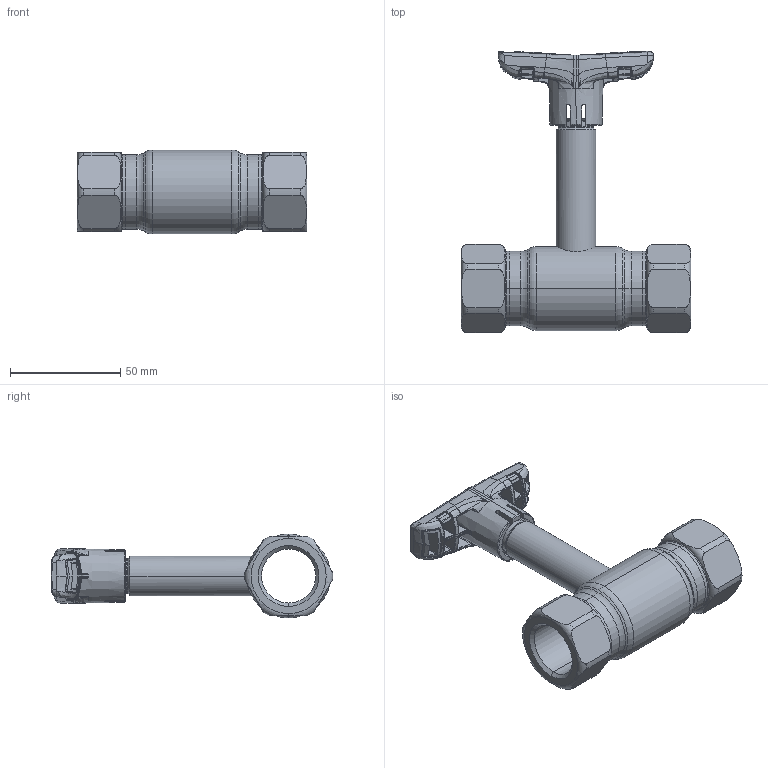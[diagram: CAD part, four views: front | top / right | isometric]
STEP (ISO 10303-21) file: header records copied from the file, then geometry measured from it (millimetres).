
FILE_DESCRIPTION (( 'STEP AP214' ), '1' );
FILE_NAME ('2020002001-0400.step', '2023-12-18T09:56:14', ( '' ), ( '' ), 'SwSTEP 2.0', 'SolidWorks 2021', '' );
FILE_SCHEMA (( 'AUTOMOTIVE_DESIGN' ));
Length unit declared in the file: millimetre
Products named in the file (1): 2020002001-0400
Bounding box: 104 x 127.48 x 38 mm (x, y, z)
Surface area: 29382.2 mm2 (no closed solid volume)
Topology: 0 solids, 6 shells, 690 faces, 2013 edges, 1253 vertices
Faces by surface type: bspline 525, plane 63, cylinder 46, torus 29, cone 19, sphere 8
Entity records: 53486 total; most frequent: CARTESIAN_POINT 32399, ORIENTED_EDGE 3524, EDGE_CURVE 2007, DIRECTION 1438, B_SPLINE_CURVE_WITH_KNOTS 1367, VERTEX_POINT 1253, EDGE_LOOP 700, UNCERTAINTY_MEASURE_WITH_UNIT 692
